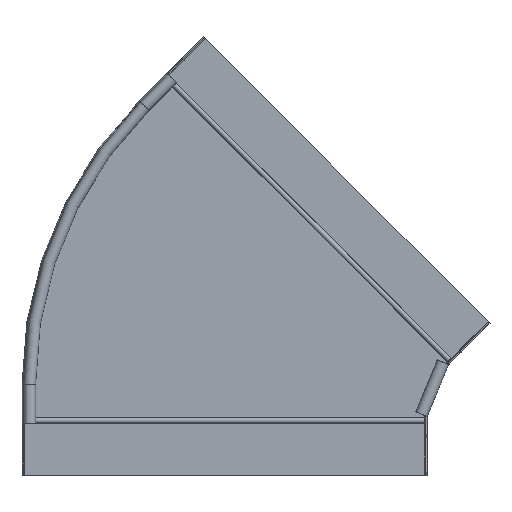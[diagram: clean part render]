
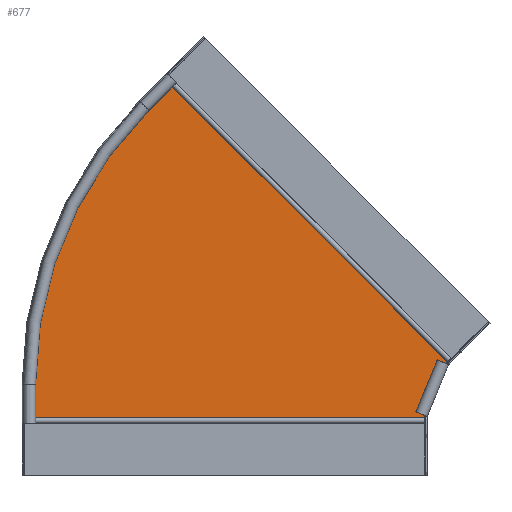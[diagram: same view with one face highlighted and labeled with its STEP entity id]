
A CAD part, top view. The second image highlights one B-rep face of the part: STEP entity #677.
In plain terms, the highlighted planar face has unit normal (0, 0, 1).
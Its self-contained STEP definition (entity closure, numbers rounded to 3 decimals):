
#23=DIRECTION('',(0.,-1.,0.));
#24=VECTOR('',#23,1.157);
#25=CARTESIAN_POINT('',(0.,58.485,0.));
#26=LINE('',#25,#24);
#73=DIRECTION('',(0.,1.,0.));
#74=VECTOR('',#73,33.072);
#75=CARTESIAN_POINT('',(-398.5,57.328,0.));
#76=LINE('',#75,#74);
#199=DIRECTION('',(0.383,0.924,0.));
#200=VECTOR('',#199,57.822);
#201=CARTESIAN_POINT('',(0.,58.485,0.));
#202=LINE('',#201,#200);
#203=CARTESIAN_POINT('',(-1.501,90.4,0.));
#204=DIRECTION('',(0.,0.,1.));
#205=DIRECTION('',(-0.707,0.707,0.));
#206=AXIS2_PLACEMENT_3D('',#203,#204,#205);
#208=DIRECTION('',(-0.707,-0.707,0.));
#209=VECTOR('',#208,33.072);
#210=CARTESIAN_POINT('',(-258.836,394.506,
0.));
#211=LINE('',#210,#209);
#212=DIRECTION('',(-0.707,0.707,0.));
#213=VECTOR('',#212,398.5);
#214=CARTESIAN_POINT('',(22.946,112.724,
0.));
#215=LINE('',#214,#213);
#216=DIRECTION('',(0.707,0.707,0.));
#217=VECTOR('',#216,1.157);
#218=CARTESIAN_POINT('',(22.128,111.906,0.));
#219=LINE('',#218,#217);
#224=DIRECTION('',(-1.,0.,0.));
#225=VECTOR('',#224,398.5);
#226=CARTESIAN_POINT('',(0.,57.328,0.));
#227=LINE('',#226,#225);
#324=CARTESIAN_POINT('',(-258.836,394.506,
0.));
#325=CARTESIAN_POINT('',(-282.222,371.121,0.));
#326=VERTEX_POINT('',#324);
#327=VERTEX_POINT('',#325);
#328=CARTESIAN_POINT('',(0.,58.485,0.));
#329=CARTESIAN_POINT('',(22.128,111.906,0.));
#330=VERTEX_POINT('',#328);
#331=VERTEX_POINT('',#329);
#332=CARTESIAN_POINT('',(22.946,112.724,
0.));
#333=VERTEX_POINT('',#332);
#338=CARTESIAN_POINT('',(0.,57.328,0.));
#339=VERTEX_POINT('',#338);
#344=CARTESIAN_POINT('',(-398.5,57.328,0.));
#345=CARTESIAN_POINT('',(-398.5,90.4,0.));
#346=VERTEX_POINT('',#344);
#347=VERTEX_POINT('',#345);
#658=CARTESIAN_POINT('',(-1.501,90.4,0.));
#659=DIRECTION('',(0.,0.,-1.));
#660=DIRECTION('',(-1.,0.,0.));
#661=AXIS2_PLACEMENT_3D('',#658,#659,#660);
#662=PLANE('',#661);
#664=ORIENTED_EDGE('',*,*,#663,.F.);
#665=ORIENTED_EDGE('',*,*,#446,.T.);
#667=ORIENTED_EDGE('',*,*,#666,.T.);
#668=ORIENTED_EDGE('',*,*,#494,.T.);
#670=ORIENTED_EDGE('',*,*,#669,.F.);
#672=ORIENTED_EDGE('',*,*,#671,.F.);
#673=ORIENTED_EDGE('',*,*,#650,.F.);
#674=ORIENTED_EDGE('',*,*,#590,.F.);
#675=EDGE_LOOP('',(#664,#665,#667,#668,#670,#672,#673,#674));
#676=FACE_OUTER_BOUND('',#675,.F.);
#677=ADVANCED_FACE('',(#676),#662,.F.);
#207=CIRCLE('',#206,396.999);
#446=EDGE_CURVE('',#330,#339,#26,.T.);
#494=EDGE_CURVE('',#346,#347,#76,.T.);
#590=EDGE_CURVE('',#331,#333,#219,.T.);
#650=EDGE_CURVE('',#333,#326,#215,.T.);
#663=EDGE_CURVE('',#330,#331,#202,.T.);
#666=EDGE_CURVE('',#339,#346,#227,.T.);
#669=EDGE_CURVE('',#327,#347,#207,.T.);
#671=EDGE_CURVE('',#326,#327,#211,.T.);
